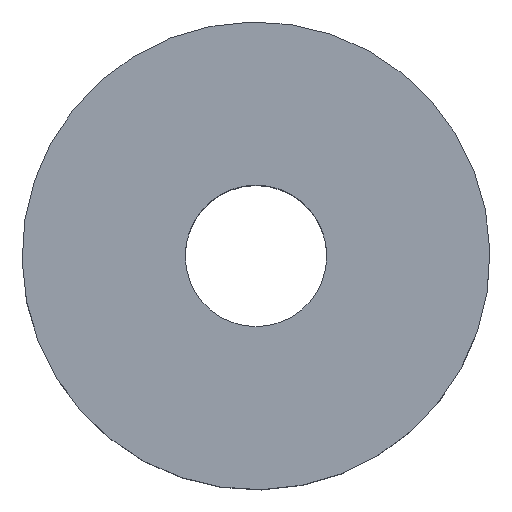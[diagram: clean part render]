
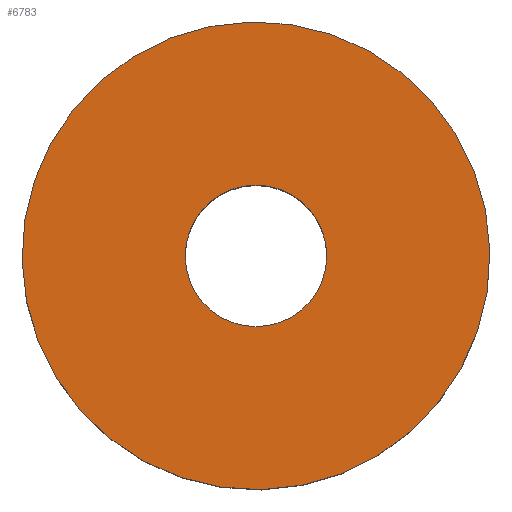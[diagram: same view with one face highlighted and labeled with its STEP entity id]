
A CAD part, top view. The second image highlights one B-rep face of the part: STEP entity #6783.
In plain terms, the highlighted planar face has unit normal (0, 0, 1).
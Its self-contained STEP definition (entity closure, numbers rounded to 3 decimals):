
#6344=CARTESIAN_POINT('',(0.,0.,23.79));
#6345=DIRECTION('',(0.,0.,1.));
#6346=DIRECTION('',(0.479,0.878,0.));
#6347=AXIS2_PLACEMENT_3D('',#6344,#6345,#6346);
#6352=CARTESIAN_POINT('',(0.,0.,23.79));
#6353=DIRECTION('',(0.,0.,1.));
#6354=DIRECTION('',(-0.479,-0.878,0.));
#6355=AXIS2_PLACEMENT_3D('',#6352,#6353,#6354);
#6360=CARTESIAN_POINT('',(0.,0.,23.79));
#6361=DIRECTION('',(0.,0.,-1.));
#6362=DIRECTION('',(0.,1.,0.));
#6363=AXIS2_PLACEMENT_3D('',#6360,#6361,#6362);
#6368=CARTESIAN_POINT('',(0.,0.,23.79));
#6369=DIRECTION('',(0.,0.,-1.));
#6370=DIRECTION('',(0.,-1.,0.));
#6371=AXIS2_PLACEMENT_3D('',#6368,#6369,#6370);
#6387=CARTESIAN_POINT('',(0.,-5.14,23.79));
#6388=VERTEX_POINT('',#6387);
#6389=CARTESIAN_POINT('',(0.,5.14,23.79));
#6390=VERTEX_POINT('',#6389);
#6397=CARTESIAN_POINT('',(8.15,14.919,23.79));
#6398=CARTESIAN_POINT('',(-8.15,-14.919,23.79));
#6399=VERTEX_POINT('',#6397);
#6400=VERTEX_POINT('',#6398);
#6769=CARTESIAN_POINT('',(0.,0.,23.79));
#6770=DIRECTION('',(0.,0.,-1.));
#6771=DIRECTION('',(0.,1.,0.));
#6772=AXIS2_PLACEMENT_3D('',#6769,#6770,#6771);
#6773=PLANE('',#6772);
#6774=ORIENTED_EDGE('',*,*,#6734,.F.);
#6775=ORIENTED_EDGE('',*,*,#6755,.F.);
#6776=EDGE_LOOP('',(#6774,#6775));
#6777=FACE_OUTER_BOUND('',#6776,.F.);
#6778=ORIENTED_EDGE('',*,*,#6434,.F.);
#6780=ORIENTED_EDGE('',*,*,#6779,.F.);
#6781=EDGE_LOOP('',(#6778,#6780));
#6782=FACE_BOUND('',#6781,.F.);
#6783=ADVANCED_FACE('',(#6777,#6782),#6773,.F.);
#6348=CIRCLE('',#6347,17.);
#6356=CIRCLE('',#6355,17.);
#6364=CIRCLE('',#6363,5.14);
#6372=CIRCLE('',#6371,5.14);
#6434=EDGE_CURVE('',#6390,#6388,#6364,.T.);
#6734=EDGE_CURVE('',#6399,#6400,#6348,.T.);
#6755=EDGE_CURVE('',#6400,#6399,#6356,.T.);
#6779=EDGE_CURVE('',#6388,#6390,#6372,.T.);
